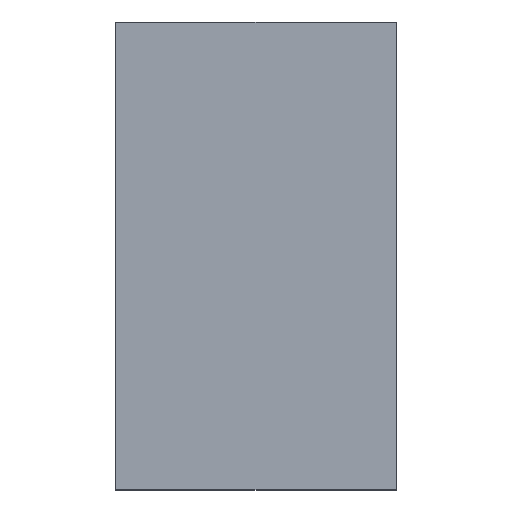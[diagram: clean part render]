
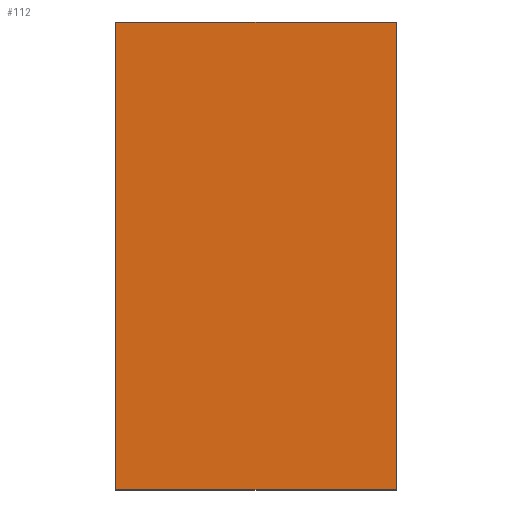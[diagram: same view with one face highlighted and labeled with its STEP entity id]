
A CAD part, top view. The second image highlights one B-rep face of the part: STEP entity #112.
In plain terms, the highlighted planar face has unit normal (0, 0, 1).
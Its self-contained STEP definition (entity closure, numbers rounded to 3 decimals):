
#19=FACE_OUTER_BOUND('',#25,.T.);
#25=EDGE_LOOP('',(#90,#91,#92,#93));
#28=LINE('',#173,#40);
#31=LINE('',#179,#43);
#34=LINE('',#185,#46);
#37=LINE('',#189,#49);
#40=VECTOR('',#145,10.);
#43=VECTOR('',#150,10.);
#46=VECTOR('',#155,10.);
#49=VECTOR('',#160,10.);
#52=VERTEX_POINT('',#170);
#53=VERTEX_POINT('',#172);
#55=VERTEX_POINT('',#178);
#57=VERTEX_POINT('',#184);
#60=EDGE_CURVE('',#53,#52,#28,.T.);
#63=EDGE_CURVE('',#55,#53,#31,.T.);
#66=EDGE_CURVE('',#57,#55,#34,.T.);
#69=EDGE_CURVE('',#52,#57,#37,.T.);
#90=ORIENTED_EDGE('',*,*,#69,.T.);
#91=ORIENTED_EDGE('',*,*,#66,.T.);
#92=ORIENTED_EDGE('',*,*,#63,.T.);
#93=ORIENTED_EDGE('',*,*,#60,.T.);
#99=PLANE('',#138);
#112=ADVANCED_FACE('',(#19),#99,.T.);
#138=AXIS2_PLACEMENT_3D('',#191,#163,#164);
#145=DIRECTION('',(0.,1.,0.));
#150=DIRECTION('',(1.,0.,0.));
#155=DIRECTION('',(0.,-1.,0.));
#160=DIRECTION('',(-1.,0.,0.));
#163=DIRECTION('center_axis',(0.,0.,1.));
#164=DIRECTION('ref_axis',(1.,0.,0.));
#170=CARTESIAN_POINT('',(150.,250.,2.));
#172=CARTESIAN_POINT('',(150.,-250.,2.));
#173=CARTESIAN_POINT('',(150.,250.,2.));
#178=CARTESIAN_POINT('',(-150.,-250.,2.));
#179=CARTESIAN_POINT('',(150.,-250.,2.));
#184=CARTESIAN_POINT('',(-150.,250.,2.));
#185=CARTESIAN_POINT('',(-150.,-250.,2.));
#189=CARTESIAN_POINT('',(-150.,250.,2.));
#191=CARTESIAN_POINT('Origin',(0.,0.,2.));
